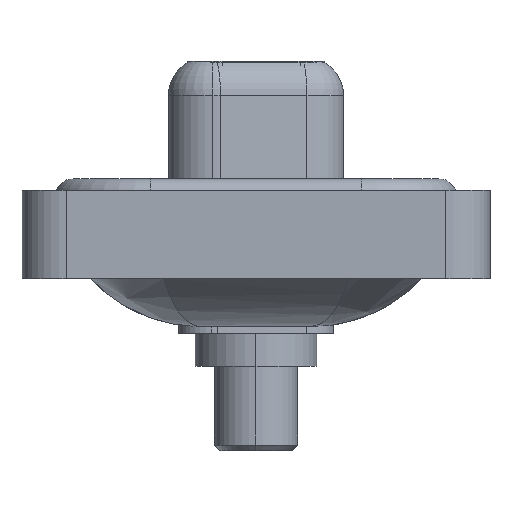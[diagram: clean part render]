
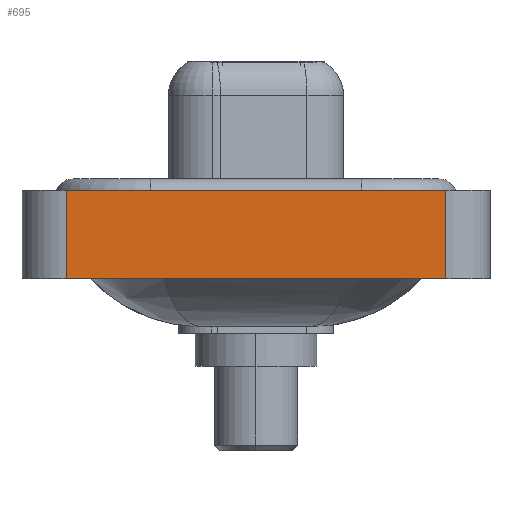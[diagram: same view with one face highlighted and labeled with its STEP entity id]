
A CAD part, left-side view. The second image highlights one B-rep face of the part: STEP entity #695.
In plain terms, the highlighted planar face has unit normal (-1, 0, 0).
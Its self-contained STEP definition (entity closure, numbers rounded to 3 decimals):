
#357 = DIRECTION ( 'NONE',  ( 0., -1., 0. ) ) ;
#695 = ADVANCED_FACE ( 'NONE', ( #6284 ), #11165, .T. ) ;
#2367 = VERTEX_POINT ( 'NONE', #17038 ) ;
#2389 = VECTOR ( 'NONE', #10810, 1000. ) ;
#3872 = VERTEX_POINT ( 'NONE', #13889 ) ;
#4511 = DIRECTION ( 'NONE',  ( 0., 0., 1. ) ) ;
#4967 = VECTOR ( 'NONE', #357, 1000. ) ;
#6284 = FACE_OUTER_BOUND ( 'NONE', #10905, .T. ) ;
#8159 = VERTEX_POINT ( 'NONE', #16117 ) ;
#8271 = CARTESIAN_POINT ( 'NONE',  ( -7.3, -8.55, -3.6 ) ) ;
#8999 = ORIENTED_EDGE ( 'NONE', *, *, #11719, .F. ) ;
#9755 = LINE ( 'NONE', #8271, #4967 ) ;
#10379 = EDGE_CURVE ( 'NONE', #12979, #3872, #16620, .T. ) ;
#10810 = DIRECTION ( 'NONE',  ( 0., 0., 1. ) ) ;
#10905 = EDGE_LOOP ( 'NONE', ( #19456, #8999, #15488, #17660 ) ) ;
#11006 = LINE ( 'NONE', #18700, #2389 ) ;
#11165 = PLANE ( 'NONE',  #16291 ) ;
#11719 = EDGE_CURVE ( 'NONE', #3872, #2367, #19054, .T. ) ;
#12428 = DIRECTION ( 'NONE',  ( 0., -1., 0. ) ) ;
#12622 = CARTESIAN_POINT ( 'NONE',  ( -7.3, -8.55, -3.6 ) ) ;
#12979 = VERTEX_POINT ( 'NONE', #18495 ) ;
#13103 = CARTESIAN_POINT ( 'NONE',  ( -7.3, 8.55, -3.6 ) ) ;
#13889 = CARTESIAN_POINT ( 'NONE',  ( -7.3, 8.55, 0.4 ) ) ;
#15118 = VECTOR ( 'NONE', #19754, 1000. ) ;
#15488 = ORIENTED_EDGE ( 'NONE', *, *, #10379, .F. ) ;
#15822 = CARTESIAN_POINT ( 'NONE',  ( -7.3, -8.55, 0.4 ) ) ;
#15906 = DIRECTION ( 'NONE',  ( -1., 0., 0. ) ) ;
#16117 = CARTESIAN_POINT ( 'NONE',  ( -7.3, -8.55, -3.6 ) ) ;
#16291 = AXIS2_PLACEMENT_3D ( 'NONE', #12622, #15906, #4511 ) ;
#16620 = LINE ( 'NONE', #13103, #15118 ) ;
#16821 = VECTOR ( 'NONE', #12428, 1000. ) ;
#17038 = CARTESIAN_POINT ( 'NONE',  ( -7.3, -8.55, 0.4 ) ) ;
#17660 = ORIENTED_EDGE ( 'NONE', *, *, #19620, .T. ) ;
#18331 = EDGE_CURVE ( 'NONE', #8159, #2367, #11006, .T. ) ;
#18495 = CARTESIAN_POINT ( 'NONE',  ( -7.3, 8.55, -3.6 ) ) ;
#18700 = CARTESIAN_POINT ( 'NONE',  ( -7.3, -8.55, -3.6 ) ) ;
#19054 = LINE ( 'NONE', #15822, #16821 ) ;
#19456 = ORIENTED_EDGE ( 'NONE', *, *, #18331, .T. ) ;
#19620 = EDGE_CURVE ( 'NONE', #12979, #8159, #9755, .T. ) ;
#19754 = DIRECTION ( 'NONE',  ( 0., 0., 1. ) ) ;
